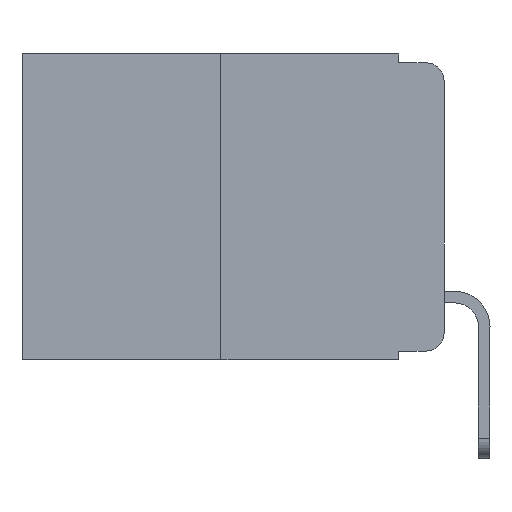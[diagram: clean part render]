
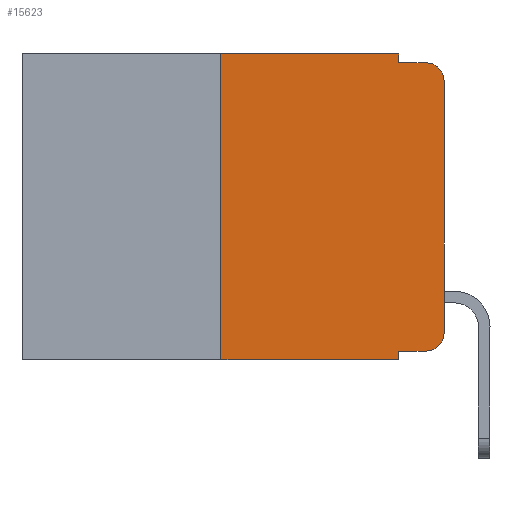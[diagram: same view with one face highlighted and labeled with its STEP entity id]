
A CAD part, left-side view. The second image highlights one B-rep face of the part: STEP entity #15623.
In plain terms, the highlighted planar face has unit normal (-1, 0, 0).
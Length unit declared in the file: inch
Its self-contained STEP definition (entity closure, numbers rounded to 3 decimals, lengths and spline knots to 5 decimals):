
#276 = AXIS2_PLACEMENT_3D ( 'NONE', #4035, #9149, #847 ) ;
#847 = DIRECTION ( 'NONE',  ( 0., 0., -1. ) ) ;
#1020 = CARTESIAN_POINT ( 'NONE',  ( 0., 0.051, 0. ) ) ;
#1451 = VERTEX_POINT ( 'NONE', #5315 ) ;
#1750 = CARTESIAN_POINT ( 'NONE',  ( 0., 0.051, -0.333 ) ) ;
#1887 = VECTOR ( 'NONE', #12038, 39.37008 ) ;
#2120 = EDGE_CURVE ( 'NONE', #3164, #17593, #17873, .T. ) ;
#2124 = DIRECTION ( 'NONE',  ( 0., 0., -1. ) ) ;
#2500 = ORIENTED_EDGE ( 'NONE', *, *, #3531, .F. ) ;
#2969 = DIRECTION ( 'NONE',  ( 0., 0., -1. ) ) ;
#3164 = VERTEX_POINT ( 'NONE', #1750 ) ;
#3301 = EDGE_CURVE ( 'NONE', #3164, #3906, #17256, .T. ) ;
#3388 = CARTESIAN_POINT ( 'NONE',  ( 0., 0.02, -0.01 ) ) ;
#3531 = EDGE_CURVE ( 'NONE', #21793, #20128, #4336, .T. ) ;
#3662 = CARTESIAN_POINT ( 'NONE',  ( 0., 0., -0.03 ) ) ;
#3906 = VERTEX_POINT ( 'NONE', #6284 ) ;
#4035 = CARTESIAN_POINT ( 'NONE',  ( 0., 0.02, -0.03 ) ) ;
#4177 = AXIS2_PLACEMENT_3D ( 'NONE', #13946, #12200, #2124 ) ;
#4336 = LINE ( 'NONE', #4567, #9450 ) ;
#4567 = CARTESIAN_POINT ( 'NONE',  ( 0., 0.473, 0. ) ) ;
#4716 = EDGE_CURVE ( 'NONE', #1451, #21793, #6440, .T. ) ;
#4914 = VECTOR ( 'NONE', #10994, 39.37008 ) ;
#5195 = CARTESIAN_POINT ( 'NONE',  ( 0., 0.25, 0. ) ) ;
#5315 = CARTESIAN_POINT ( 'NONE',  ( 0., 0.25, -0.343 ) ) ;
#5435 = VECTOR ( 'NONE', #9300, 39.37008 ) ;
#5861 = DIRECTION ( 'NONE',  ( 0., -1., 0. ) ) ;
#6000 = ORIENTED_EDGE ( 'NONE', *, *, #10078, .T. ) ;
#6254 = PLANE ( 'NONE',  #11606 ) ;
#6284 = CARTESIAN_POINT ( 'NONE',  ( 0., 0.051, -0.343 ) ) ;
#6287 = ORIENTED_EDGE ( 'NONE', *, *, #9944, .T. ) ;
#6440 = LINE ( 'NONE', #5195, #1887 ) ;
#6532 = EDGE_CURVE ( 'NONE', #20128, #22171, #13624, .T. ) ;
#6784 = CARTESIAN_POINT ( 'NONE',  ( 0., 0.02, -0.333 ) ) ;
#6878 = ORIENTED_EDGE ( 'NONE', *, *, #2120, .T. ) ;
#7381 = CIRCLE ( 'NONE', #4177, 0.02 ) ;
#7387 = VECTOR ( 'NONE', #16208, 39.37008 ) ;
#8147 = CARTESIAN_POINT ( 'NONE',  ( 0., 0.473, 0. ) ) ;
#8207 = VECTOR ( 'NONE', #20340, 39.37008 ) ;
#8209 = EDGE_CURVE ( 'NONE', #22171, #12063, #11361, .T. ) ;
#8423 = EDGE_LOOP ( 'NONE', ( #6287, #12259, #11246, #10073, #2500, #21951, #6000, #14579, #6878, #15458 ) ) ;
#9027 = CIRCLE ( 'NONE', #276, 0.02 ) ;
#9149 = DIRECTION ( 'NONE',  ( -1., 0., 0. ) ) ;
#9300 = DIRECTION ( 'NONE',  ( 0., 0., -1. ) ) ;
#9450 = VECTOR ( 'NONE', #14735, 39.37008 ) ;
#9944 = EDGE_CURVE ( 'NONE', #17172, #12763, #21495, .T. ) ;
#10073 = ORIENTED_EDGE ( 'NONE', *, *, #6532, .F. ) ;
#10078 = EDGE_CURVE ( 'NONE', #1451, #3906, #16932, .T. ) ;
#10994 = DIRECTION ( 'NONE',  ( 0., -1., 0. ) ) ;
#11062 = CARTESIAN_POINT ( 'NONE',  ( 0., 0.051, 0. ) ) ;
#11246 = ORIENTED_EDGE ( 'NONE', *, *, #8209, .F. ) ;
#11361 = LINE ( 'NONE', #21244, #4914 ) ;
#11606 = AXIS2_PLACEMENT_3D ( 'NONE', #8147, #16630, #2969 ) ;
#11769 = EDGE_CURVE ( 'NONE', #17593, #17172, #7381, .T. ) ;
#11841 = CARTESIAN_POINT ( 'NONE',  ( 0., 0.25, 0. ) ) ;
#12038 = DIRECTION ( 'NONE',  ( 0., 0., 1. ) ) ;
#12063 = VERTEX_POINT ( 'NONE', #3388 ) ;
#12200 = DIRECTION ( 'NONE',  ( -1., 0., 0. ) ) ;
#12259 = ORIENTED_EDGE ( 'NONE', *, *, #17733, .T. ) ;
#12373 = VECTOR ( 'NONE', #5861, 39.37008 ) ;
#12763 = VERTEX_POINT ( 'NONE', #3662 ) ;
#12900 = CARTESIAN_POINT ( 'NONE',  ( 0., 0., -0.313 ) ) ;
#13195 = FACE_OUTER_BOUND ( 'NONE', #8423, .T. ) ;
#13624 = LINE ( 'NONE', #14494, #7387 ) ;
#13946 = CARTESIAN_POINT ( 'NONE',  ( 0., 0.02, -0.313 ) ) ;
#14494 = CARTESIAN_POINT ( 'NONE',  ( 0., 0.051, 0. ) ) ;
#14579 = ORIENTED_EDGE ( 'NONE', *, *, #3301, .F. ) ;
#14735 = DIRECTION ( 'NONE',  ( 0., -1., 0. ) ) ;
#14759 = CARTESIAN_POINT ( 'NONE',  ( 0., 0.051, -0.01 ) ) ;
#15458 = ORIENTED_EDGE ( 'NONE', *, *, #11769, .T. ) ;
#15623 = ADVANCED_FACE ( 'NONE', ( #13195 ), #6254, .F. ) ;
#15655 = DIRECTION ( 'NONE',  ( 0., 0., 1. ) ) ;
#16165 = CARTESIAN_POINT ( 'NONE',  ( 0., 0.473, -0.343 ) ) ;
#16208 = DIRECTION ( 'NONE',  ( 0., 0., -1. ) ) ;
#16630 = DIRECTION ( 'NONE',  ( 1., 0., 0. ) ) ;
#16932 = LINE ( 'NONE', #16165, #12373 ) ;
#17172 = VERTEX_POINT ( 'NONE', #12900 ) ;
#17256 = LINE ( 'NONE', #11062, #5435 ) ;
#17593 = VERTEX_POINT ( 'NONE', #6784 ) ;
#17655 = CARTESIAN_POINT ( 'NONE',  ( 0., 0., 0. ) ) ;
#17733 = EDGE_CURVE ( 'NONE', #12763, #12063, #9027, .T. ) ;
#17873 = LINE ( 'NONE', #18617, #8207 ) ;
#18617 = CARTESIAN_POINT ( 'NONE',  ( 0., 0.051, -0.333 ) ) ;
#20128 = VERTEX_POINT ( 'NONE', #1020 ) ;
#20340 = DIRECTION ( 'NONE',  ( 0., -1., 0. ) ) ;
#21244 = CARTESIAN_POINT ( 'NONE',  ( 0., 0.051, -0.01 ) ) ;
#21470 = VECTOR ( 'NONE', #15655, 39.37008 ) ;
#21495 = LINE ( 'NONE', #17655, #21470 ) ;
#21793 = VERTEX_POINT ( 'NONE', #11841 ) ;
#21951 = ORIENTED_EDGE ( 'NONE', *, *, #4716, .F. ) ;
#22171 = VERTEX_POINT ( 'NONE', #14759 ) ;
